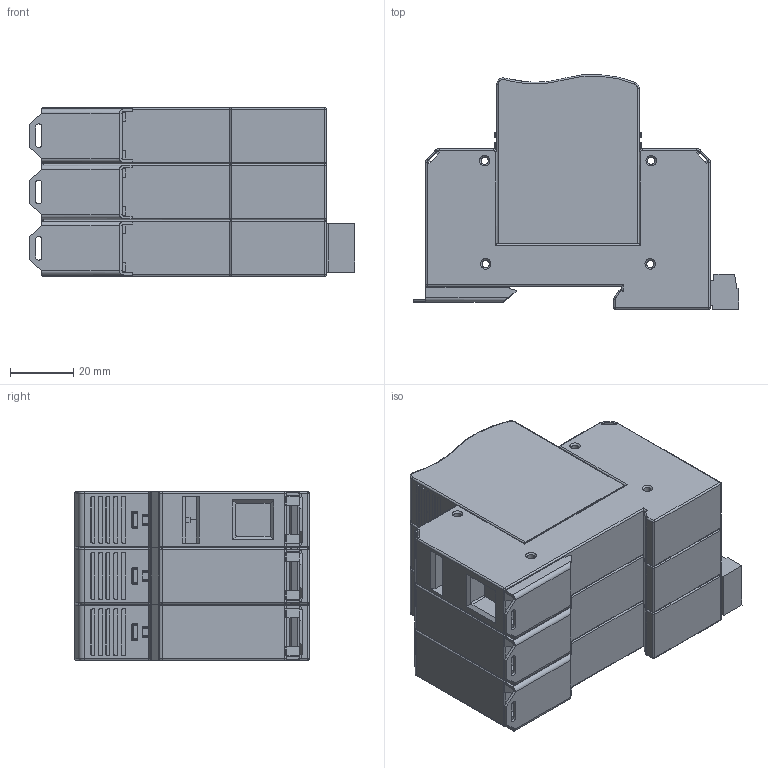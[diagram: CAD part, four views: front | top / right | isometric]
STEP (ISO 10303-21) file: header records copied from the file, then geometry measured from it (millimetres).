
FILE_DESCRIPTION((''),'2;1');
FILE_NAME('ASM0018_ASM','2021-03-01T',('marketing.praksa'),('Audax d.o.o.'),'CREO PARAMETRIC BY PTC INC, 2017480','CREO PARAMETRIC BY PTC INC, 2017480','');
FILE_SCHEMA(('AUTOMOTIVE_DESIGN { 1 0 10303 214 1 1 1 1 }'));
Products named in the file (43): TMP_DWG_65_1_1_1_2_1_2_1_1_1__5; TMP_DWG_65_1_2_1_2_1_2_1_1_1__5; TMP_DWG_65_1_3_1_2_1_2_1_1_1__5; BAZA_1TE_B2S_ZASKOK_19_1_2_2__9; BAZA_1TE_B2S_ZASKOK_19_1_2_3__9; MODUL_OUTER_S_SHAPE_B2S_10_1_13; BAZA_1TE_B2S_ZASKOK_19_1_2_1_14; SPONKA_1_1_1_1_1_1_2_1; SCREW_1_1_1_2_1; MODULE_WINDOW_1_1_2_1; ASM0010_ASM_1_1_2_ASM_1_ASM; TMP_DWG_65_1_1_1_2_1_2_1_1_1__6; TMP_DWG_65_1_2_1_2_1_2_1_1_1__6; TMP_DWG_65_1_3_1_2_1_2_1_1_1__6; BAZA_1TE_B2S_ZASKOK_19_1_2_2_10; BAZA_1TE_B2S_ZASKOK_19_1_2_3_10; MODUL_OUTER_S_SHAPE_B2S_10_1_14; BAZA_1TE_B2S_ZASKOK_19_1_2_1_15; SPONKA_1_1_1_1_1_1_2_3_1; SCREW_1_1_1_2_3_1; PRT0056_1_1_1_2_3_1; MODULE_WINDOW_1_1_2_3_1; ASM0010_ASM_1_1_2_3_ASM_1_ASM; ASM0017_ASM_1_ASM; ASM0016_ASM_1_ASM; TMP_DWG_65_1_1_1_2_1_2_1_1_1__7; TMP_DWG_65_1_2_1_2_1_2_1_1_1__7; TMP_DWG_65_1_3_1_2_1_2_1_1_1__7; BAZA_1TE_B2S_ZASKOK_19_1_2_2_11; BAZA_1TE_B2S_ZASKOK_19_1_2_3_11; MODUL_OUTER_S_SHAPE_B2S_10_1_15; BAZA_1TE_B2S_ZASKOK_19_1_2_1_16; SPONKA_1_1_1_1_1_1_2_3_4; SCREW_1_1_1_2_3_4; MODULE_WINDOW_1_1_2_3_4; RC_1_1_1_1_1_1_1_2_3; RC_SCREW_1_1_1_1_1_2_3; PRT0017_1_1_1_1_1_2_3; PRT0018_1_1_1_1_1_2_3; ASM0013_ASM_1_1_2_3_4_ASM ...
Assembly tree (42 placements, depth 5):
  ASM0018_ASM
    ASM0016_ASM_1_ASM
      ASM0010_ASM_1_1_2_ASM_1_ASM
        TMP_DWG_65_1_1_1_2_1_2_1_1_1__5
        TMP_DWG_65_1_2_1_2_1_2_1_1_1__5
        TMP_DWG_65_1_3_1_2_1_2_1_1_1__5
        BAZA_1TE_B2S_ZASKOK_19_1_2_2__9
        BAZA_1TE_B2S_ZASKOK_19_1_2_3__9
        MODUL_OUTER_S_SHAPE_B2S_10_1_13
        BAZA_1TE_B2S_ZASKOK_19_1_2_1_14
        SPONKA_1_1_1_1_1_1_2_1
        SCREW_1_1_1_2_1
        MODULE_WINDOW_1_1_2_1
      ASM0017_ASM_1_ASM
        ASM0010_ASM_1_1_2_3_ASM_1_ASM
          TMP_DWG_65_1_1_1_2_1_2_1_1_1__6
          TMP_DWG_65_1_2_1_2_1_2_1_1_1__6
          TMP_DWG_65_1_3_1_2_1_2_1_1_1__6
          BAZA_1TE_B2S_ZASKOK_19_1_2_2_10
          BAZA_1TE_B2S_ZASKOK_19_1_2_3_10
          MODUL_OUTER_S_SHAPE_B2S_10_1_14
          BAZA_1TE_B2S_ZASKOK_19_1_2_1_15
          SPONKA_1_1_1_1_1_1_2_3_1
          SCREW_1_1_1_2_3_1
          PRT0056_1_1_1_2_3_1
          MODULE_WINDOW_1_1_2_3_1
    ASM0019_ASM
      ASM0010_ASM_1_1_2_3_4_ASM
        TMP_DWG_65_1_1_1_2_1_2_1_1_1__7
        TMP_DWG_65_1_2_1_2_1_2_1_1_1__7
        TMP_DWG_65_1_3_1_2_1_2_1_1_1__7
        BAZA_1TE_B2S_ZASKOK_19_1_2_2_11
        BAZA_1TE_B2S_ZASKOK_19_1_2_3_11
        MODUL_OUTER_S_SHAPE_B2S_10_1_15
        BAZA_1TE_B2S_ZASKOK_19_1_2_1_16
        SPONKA_1_1_1_1_1_1_2_3_4
        SCREW_1_1_1_2_3_4
        MODULE_WINDOW_1_1_2_3_4
        ASM0013_ASM_1_1_2_3_4_ASM
          RC_1_1_1_1_1_1_1_2_3
          RC_SCREW_1_1_1_1_1_2_3
          PRT0017_1_1_1_1_1_2_3
          PRT0018_1_1_1_1_1_2_3
Bounding box: 102.9 x 74.14 x 53.4 mm (x, y, z)
Volume: 269142.7 mm3; surface area: 76456.5 mm2
Topology: 35 solids, 35 shells, 1832 faces, 4895 edges, 3187 vertices
Faces by surface type: plane 1051, cylinder 575, torus 80, cone 60, sphere 42, bspline 24
Entity records: 77133 total; most frequent: CARTESIAN_POINT 11900, DIRECTION 9804, ORIENTED_EDGE 9706, PRESENTATION_STYLE_ASSIGNMENT 4888, STYLED_ITEM 4888, CURVE_STYLE 4853, EDGE_CURVE 4853, AXIS2_PLACEMENT_3D 3329
